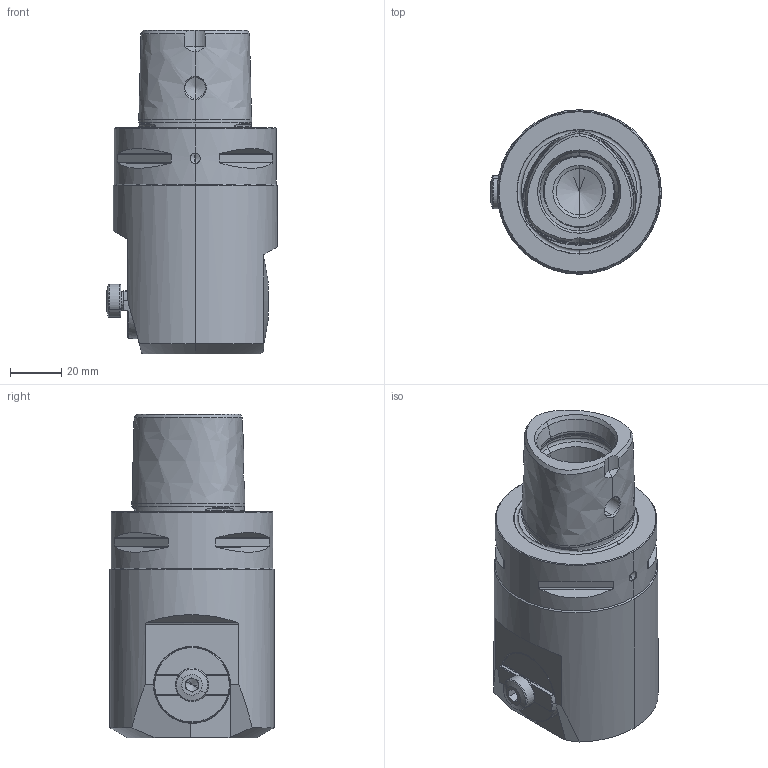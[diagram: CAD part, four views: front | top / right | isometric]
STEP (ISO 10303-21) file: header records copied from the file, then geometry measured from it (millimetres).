
FILE_DESCRIPTION(('no description'),'unknown implementation level');
FILE_NAME('20DACEA6-F33D-4295-8320-5C9DE6739C18_export.stp',' ',('CIMSOURCE GmbH'),('CADClick - KiM GmbH - www.kimweb.de'),'unknown preprocess','ACIS','unknown authorization');
FILE_SCHEMA(('automotive_design'));
Length unit declared in the file: millimetre
Products named in the file (3): 470.601 Kaiser EWN 68-100(150) X C6|690.141 Kaiser ETL M8_SW5X16A_Standard;NONE; 470.601 Kaiser EWN 68-100(150) X C6|470.631 Kaiser Werkzeugk�rper EWN68-100(150) x C6_Standard;NONE; 470.601 Kaiser EWN 68-100(150) X C6|310.675 Kaiser Werkzeugtr�ger EWN 68-150_Standard;NONE
Bounding box: 66.5 x 64 x 126.2 mm (x, y, z)
Volume: 289825.5 mm3; surface area: 44148.2 mm2
Topology: 3 solids, 3 shells, 233 faces, 530 edges, 307 vertices
Faces by surface type: plane 86, cylinder 60, cone 57, torus 18, bspline 12
Entity records: 18319 total; most frequent: CARTESIAN_POINT 7155, DIRECTION 1082, STYLED_ITEM 1063, PRESENTATION_STYLE_ASSIGNMENT 1063, COLOUR_RGB 1063, ORIENTED_EDGE 1040, EDGE_CURVE 520, CURVE_STYLE 520
